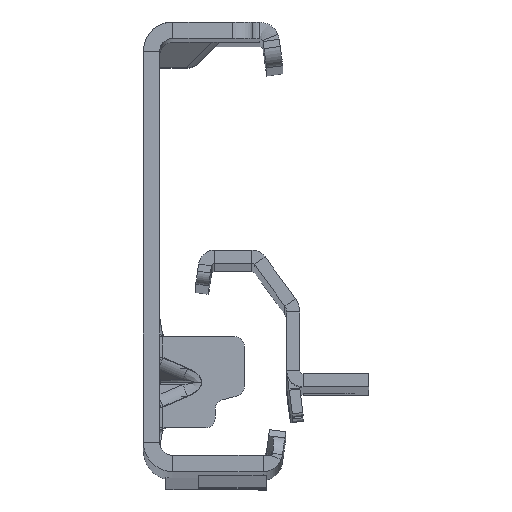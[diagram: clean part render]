
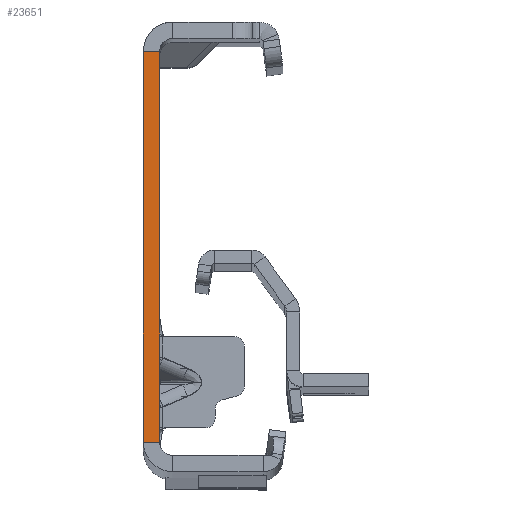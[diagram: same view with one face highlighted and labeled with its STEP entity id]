
A CAD part, top view. The second image highlights one B-rep face of the part: STEP entity #23651.
In plain terms, the highlighted planar face has unit normal (0, 0, 1).
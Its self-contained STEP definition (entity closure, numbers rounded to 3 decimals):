
#160 = LINE ( 'NONE', #34416, #48981 ) ;
#3267 = DIRECTION ( 'NONE',  ( 1., 0., 0. ) ) ;
#3913 = CARTESIAN_POINT ( 'NONE',  ( 0., -30., 0. ) ) ;
#4220 = CARTESIAN_POINT ( 'NONE',  ( -2.5, -32., 0. ) ) ;
#4786 = VERTEX_POINT ( 'NONE', #20060 ) ;
#9211 = ORIENTED_EDGE ( 'NONE', *, *, #15266, .T. ) ;
#12465 = LINE ( 'NONE', #38313, #15638 ) ;
#12989 = CARTESIAN_POINT ( 'NONE',  ( 0., -32., 0. ) ) ;
#13200 = ORIENTED_EDGE ( 'NONE', *, *, #24072, .F. ) ;
#15266 = EDGE_CURVE ( 'NONE', #20709, #50065, #30865, .T. ) ;
#15638 = VECTOR ( 'NONE', #43105, 1000. ) ;
#16619 = EDGE_CURVE ( 'NONE', #4786, #20709, #12465, .T. ) ;
#18769 = DIRECTION ( 'NONE',  ( -1., 0., 0. ) ) ;
#20060 = CARTESIAN_POINT ( 'NONE',  ( 0., 30., 0. ) ) ;
#20709 = VERTEX_POINT ( 'NONE', #45039 ) ;
#21850 = PLANE ( 'NONE',  #30477 ) ;
#23651 = ADVANCED_FACE ( 'NONE', ( #41806 ), #21850, .T. ) ;
#24072 = EDGE_CURVE ( 'NONE', #44265, #50065, #160, .T. ) ;
#24667 = LINE ( 'NONE', #12989, #46101 ) ;
#25295 = EDGE_LOOP ( 'NONE', ( #40835, #44202, #9211, #13200 ) ) ;
#28512 = EDGE_CURVE ( 'NONE', #4786, #44265, #24667, .T. ) ;
#29451 = CARTESIAN_POINT ( 'NONE',  ( -2.5, -32., 0. ) ) ;
#29484 = DIRECTION ( 'NONE',  ( 0., -1., 0. ) ) ;
#30477 = AXIS2_PLACEMENT_3D ( 'NONE', #29451, #37999, #3267 ) ;
#30865 = LINE ( 'NONE', #4220, #35003 ) ;
#34416 = CARTESIAN_POINT ( 'NONE',  ( 0., -30., 0. ) ) ;
#35003 = VECTOR ( 'NONE', #46307, 1000. ) ;
#37999 = DIRECTION ( 'NONE',  ( 0., 0., 1. ) ) ;
#38313 = CARTESIAN_POINT ( 'NONE',  ( 0., 30., 0. ) ) ;
#40008 = CARTESIAN_POINT ( 'NONE',  ( -2.5, -30., 0. ) ) ;
#40835 = ORIENTED_EDGE ( 'NONE', *, *, #28512, .F. ) ;
#41806 = FACE_OUTER_BOUND ( 'NONE', #25295, .T. ) ;
#43105 = DIRECTION ( 'NONE',  ( -1., 0., 0. ) ) ;
#44202 = ORIENTED_EDGE ( 'NONE', *, *, #16619, .T. ) ;
#44265 = VERTEX_POINT ( 'NONE', #3913 ) ;
#45039 = CARTESIAN_POINT ( 'NONE',  ( -2.5, 30., 0. ) ) ;
#46101 = VECTOR ( 'NONE', #29484, 1000. ) ;
#46307 = DIRECTION ( 'NONE',  ( 0., -1., 0. ) ) ;
#48981 = VECTOR ( 'NONE', #18769, 1000. ) ;
#50065 = VERTEX_POINT ( 'NONE', #40008 ) ;
